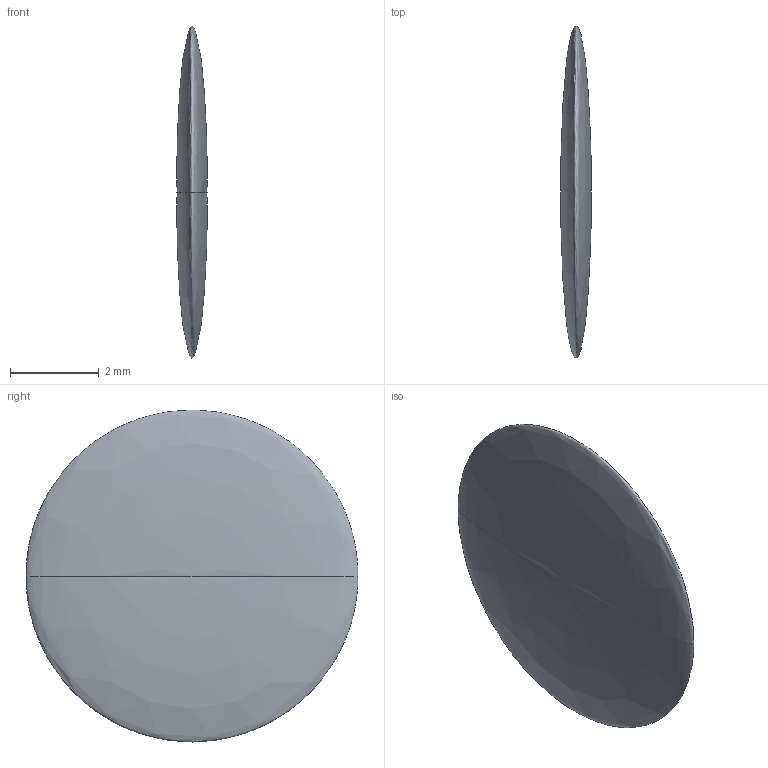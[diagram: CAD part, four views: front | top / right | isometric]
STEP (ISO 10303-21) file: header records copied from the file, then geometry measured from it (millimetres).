
FILE_DESCRIPTION (( 'STEP AP203' ), '1' );
FILE_NAME ('mercek.STEP', '2022-01-10T21:18:29', ( '' ), ( '' ), 'SwSTEP 2.0', 'SolidWorks 2021', '' );
FILE_SCHEMA (( 'CONFIG_CONTROL_DESIGN' ));
Length unit declared in the file: millimetre
Products named in the file (1): mercek
Bounding box: 0.7 x 7.5 x 7.5 mm (x, y, z)
Volume: 20.6 mm3; surface area: 94.3 mm2
Topology: 1 solids, 1 shells, 2 faces, 6 edges, 2 vertices
Faces by surface type: bspline 2
Entity records: 141 total; most frequent: CARTESIAN_POINT 43, PERSON_AND_ORGANIZATION 8, LOCAL_TIME 5, CC_DESIGN_PERSON_AND_ORGANIZATION_ASSIGNMENT 5, DATE_AND_TIME 5, COORDINATED_UNIVERSAL_TIME_OFFSET 5, CALENDAR_DATE 5, PERSON_AND_ORGANIZATION_ROLE 5
